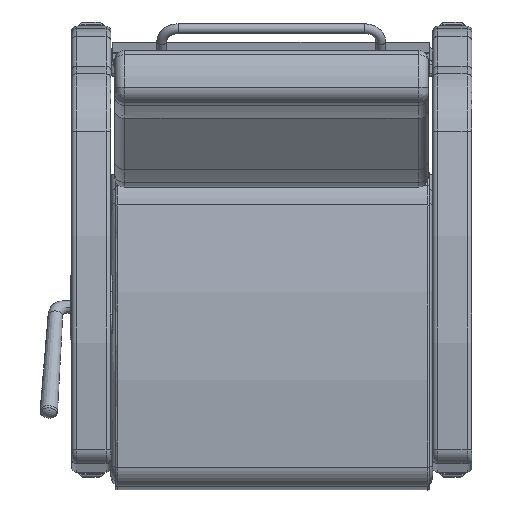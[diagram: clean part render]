
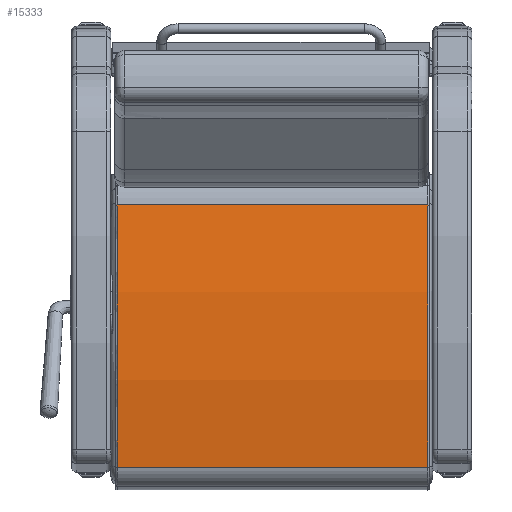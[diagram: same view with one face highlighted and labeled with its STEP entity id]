
A CAD part, front view. The second image highlights one B-rep face of the part: STEP entity #15333.
In plain terms, the highlighted free-form (B-spline) face has degree [3, 1] with [18, 2] control points.
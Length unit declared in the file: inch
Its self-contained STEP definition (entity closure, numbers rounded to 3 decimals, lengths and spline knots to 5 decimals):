
#821=B_SPLINE_SURFACE_WITH_KNOTS('',3,1,((#29181,#29182),(#29183,#29184),
(#29185,#29186),(#29187,#29188),(#29189,#29190),(#29191,#29192),(#29193,
#29194),(#29195,#29196),(#29197,#29198),(#29199,#29200),(#29201,#29202),
(#29203,#29204),(#29205,#29206),(#29207,#29208),(#29209,#29210),(#29211,
#29212),(#29213,#29214),(#29215,#29216)),.UNSPECIFIED.,.F.,.F.,.F.,(4,1,
1,1,1,1,1,1,1,1,1,1,1,1,1,4),(2,2),(-1.69612,-1.66826,
-1.6404,-1.62647,-1.59861,-1.58468,
-1.55682,-1.54289,-1.51503,-1.5011,-1.47324,
-1.45931,-1.43145,-1.41752,-1.38966,
-1.3618),(0.,91.44),.UNSPECIFIED.);
#1250=ELLIPSE('',#17487,60.30357,60.25);
#1252=ELLIPSE('',#17509,60.30357,60.25);
#2159=LINE('',#29179,#3083);
#2160=LINE('',#29218,#3084);
#3083=VECTOR('',#21948,0.3937);
#3084=VECTOR('',#21951,0.3937);
#4187=FACE_OUTER_BOUND('',#5283,.T.);
#5283=EDGE_LOOP('',(#13432,#13433,#13434,#13435));
#7531=VERTEX_POINT('',#28810);
#7532=VERTEX_POINT('',#28811);
#7551=VERTEX_POINT('',#29178);
#7552=VERTEX_POINT('',#29217);
#9511=EDGE_CURVE('',#7531,#7532,#1250,.T.);
#9540=EDGE_CURVE('',#7551,#7532,#2159,.T.);
#9542=EDGE_CURVE('',#7552,#7531,#2160,.T.);
#9543=EDGE_CURVE('',#7551,#7552,#1252,.T.);
#13432=ORIENTED_EDGE('',*,*,#9511,.F.);
#13433=ORIENTED_EDGE('',*,*,#9542,.F.);
#13434=ORIENTED_EDGE('',*,*,#9543,.F.);
#13435=ORIENTED_EDGE('',*,*,#9540,.T.);
#15333=ADVANCED_FACE('',(#4187),#821,.T.);
#17487=AXIS2_PLACEMENT_3D('',#28812,#21897,#21898);
#17509=AXIS2_PLACEMENT_3D('',#29219,#21952,#21953);
#21897=DIRECTION('center_axis',(0.,0.,
-1.));
#21898=DIRECTION('ref_axis',(1.,0.,0.));
#21948=DIRECTION('',(0.,0.,-1.));
#21951=DIRECTION('',(0.,0.,-1.));
#21952=DIRECTION('center_axis',(0.,0.,1.));
#21953=DIRECTION('ref_axis',(1.,0.,0.));
#28810=CARTESIAN_POINT('',(3.60935,-1.68389,0.124));
#28811=CARTESIAN_POINT('',(23.65848,-2.52291,0.124));
#28812=CARTESIAN_POINT('Origin',(11.14546,-61.46156,0.124));
#29178=CARTESIAN_POINT('',(23.65848,-2.52291,23.876));
#29179=CARTESIAN_POINT('',(23.65848,-2.52291,24.));
#29181=CARTESIAN_POINT('Ctrl Pts',(3.60935,-1.68389,24.));
#29182=CARTESIAN_POINT('Ctrl Pts',(3.60935,-1.68389,-12.));
#29183=CARTESIAN_POINT('Ctrl Pts',(4.16497,-1.61396,24.));
#29184=CARTESIAN_POINT('Ctrl Pts',(4.16497,-1.61396,-12.));
#29185=CARTESIAN_POINT('Ctrl Pts',(5.27817,-1.48959,24.));
#29186=CARTESIAN_POINT('Ctrl Pts',(5.27817,-1.48959,-12.));
#29187=CARTESIAN_POINT('Ctrl Pts',(6.67346,-1.3729,24.));
#29188=CARTESIAN_POINT('Ctrl Pts',(6.67346,-1.3729,-12.));
#29189=CARTESIAN_POINT('Ctrl Pts',(8.07078,-1.28537,24.));
#29190=CARTESIAN_POINT('Ctrl Pts',(8.07078,-1.28537,-12.));
#29191=CARTESIAN_POINT('Ctrl Pts',(9.18994,-1.2387,24.));
#29192=CARTESIAN_POINT('Ctrl Pts',(9.18994,-1.2387,-12.));
#29193=CARTESIAN_POINT('Ctrl Pts',(10.5897,-1.20957,24.));
#29194=CARTESIAN_POINT('Ctrl Pts',(10.5897,-1.20957,-12.));
#29195=CARTESIAN_POINT('Ctrl Pts',(11.70984,-1.20965,24.));
#29196=CARTESIAN_POINT('Ctrl Pts',(11.70984,-1.20965,-12.));
#29197=CARTESIAN_POINT('Ctrl Pts',(13.1096,-1.23898,24.));
#29198=CARTESIAN_POINT('Ctrl Pts',(13.1096,-1.23898,-12.));
#29199=CARTESIAN_POINT('Ctrl Pts',(14.22875,-1.28581,24.));
#29200=CARTESIAN_POINT('Ctrl Pts',(14.22875,-1.28581,-12.));
#29201=CARTESIAN_POINT('Ctrl Pts',(15.62606,-1.37354,24.));
#29202=CARTESIAN_POINT('Ctrl Pts',(15.62606,-1.37354,-12.));
#29203=CARTESIAN_POINT('Ctrl Pts',(16.74228,-1.46705,24.));
#29204=CARTESIAN_POINT('Ctrl Pts',(16.74228,-1.46705,-12.));
#29205=CARTESIAN_POINT('Ctrl Pts',(18.1347,-1.61302,24.));
#29206=CARTESIAN_POINT('Ctrl Pts',(18.1347,-1.61302,-12.));
#29207=CARTESIAN_POINT('Ctrl Pts',(19.24603,-1.75304,24.));
#29208=CARTESIAN_POINT('Ctrl Pts',(19.24603,-1.75304,-12.));
#29209=CARTESIAN_POINT('Ctrl Pts',(20.63114,-1.95701,24.));
#29210=CARTESIAN_POINT('Ctrl Pts',(20.63114,-1.95701,-12.));
#29211=CARTESIAN_POINT('Ctrl Pts',(22.01177,-2.18986,24.));
#29212=CARTESIAN_POINT('Ctrl Pts',(22.01177,-2.18986,-12.));
#29213=CARTESIAN_POINT('Ctrl Pts',(23.11066,-2.40681,24.));
#29214=CARTESIAN_POINT('Ctrl Pts',(23.11066,-2.40681,-12.));
#29215=CARTESIAN_POINT('Ctrl Pts',(23.65848,-2.52291,24.));
#29216=CARTESIAN_POINT('Ctrl Pts',(23.65848,-2.52291,-12.));
#29217=CARTESIAN_POINT('',(3.60935,-1.68389,23.876));
#29218=CARTESIAN_POINT('',(3.60935,-1.68389,24.));
#29219=CARTESIAN_POINT('Origin',(11.14546,-61.46156,23.876));
